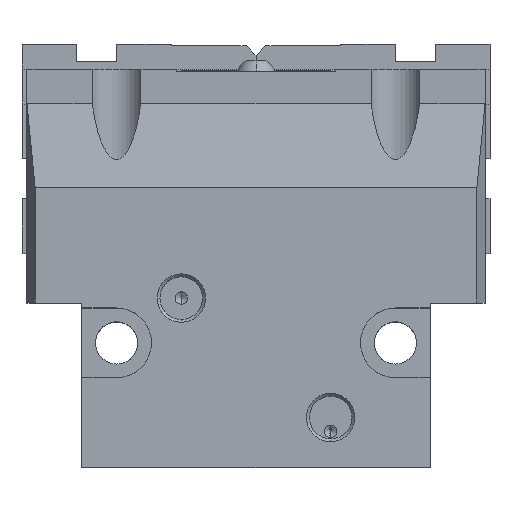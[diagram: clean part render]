
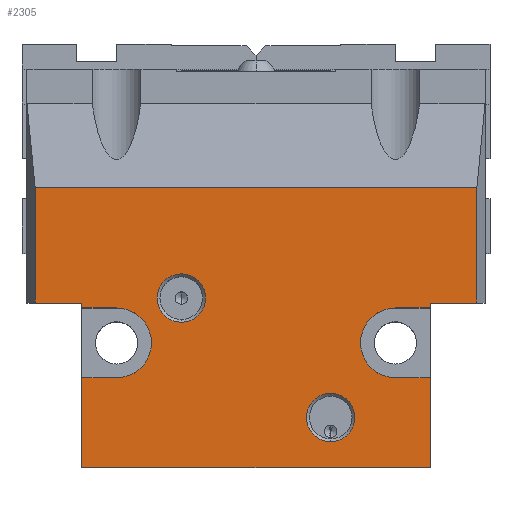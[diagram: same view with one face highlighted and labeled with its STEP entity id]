
A CAD part, top view. The second image highlights one B-rep face of the part: STEP entity #2305.
In plain terms, the highlighted planar face has unit normal (0, 0, 1).
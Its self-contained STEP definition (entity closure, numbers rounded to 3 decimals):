
#1761 = VERTEX_POINT( '', #5046 );
#1795 = VERTEX_POINT( '', #5084 );
#1847 = VERTEX_POINT( '', #5140 );
#1999 = VERTEX_POINT( '', #5307 );
#2091 = VERTEX_POINT( '', #5409 );
#2123 = VERTEX_POINT( '', #5442 );
#2305 = ADVANCED_FACE( '', ( #5644, #5645, #5646 ), #5647, .T. );
#2361 = EDGE_CURVE( '', #4543, #3813, #5711, .T. );
#2375 = VERTEX_POINT( '', #5725 );
#2405 = VERTEX_POINT( '', #5757 );
#2431 = EDGE_CURVE( '', #1761, #2507, #5784, .T. );
#2507 = VERTEX_POINT( '', #5869 );
#2577 = EDGE_CURVE( '', #2091, #4447, #5951, .T. );
#2603 = EDGE_CURVE( '', #4447, #1847, #5978, .T. );
#2709 = EDGE_CURVE( '', #4125, #2375, #6102, .T. );
#2787 = VERTEX_POINT( '', #6185 );
#2813 = EDGE_CURVE( '', #4853, #1999, #6214, .T. );
#3079 = EDGE_CURVE( '', #4853, #4115, #6515, .T. );
#3255 = EDGE_CURVE( '', #4543, #3411, #6710, .T. );
#3389 = EDGE_CURVE( '', #2507, #2123, #6855, .T. );
#3411 = VERTEX_POINT( '', #6878 );
#3437 = EDGE_CURVE( '', #2123, #3411, #6907, .T. );
#3509 = EDGE_CURVE( '', #2375, #1999, #6988, .T. );
#3515 = VERTEX_POINT( '', #6994 );
#3645 = EDGE_CURVE( '', #1795, #2787, #7136, .T. );
#3713 = EDGE_CURVE( '', #2787, #1795, #7215, .T. );
#3741 = VERTEX_POINT( '', #7248 );
#3813 = VERTEX_POINT( '', #7328 );
#3839 = EDGE_CURVE( '', #4663, #3515, #7355, .T. );
#4115 = VERTEX_POINT( '', #7648 );
#4125 = VERTEX_POINT( '', #7660 );
#4175 = EDGE_CURVE( '', #3741, #2405, #7714, .T. );
#4371 = EDGE_CURVE( '', #3515, #2091, #7936, .T. );
#4447 = VERTEX_POINT( '', #8018 );
#4543 = VERTEX_POINT( '', #8127 );
#4587 = EDGE_CURVE( '', #3813, #4663, #8177, .T. );
#4663 = VERTEX_POINT( '', #8266 );
#4755 = EDGE_CURVE( '', #2405, #3741, #8371, .T. );
#4775 = EDGE_CURVE( '', #1761, #4115, #8391, .T. );
#4853 = VERTEX_POINT( '', #8480 );
#4859 = EDGE_CURVE( '', #1847, #4125, #8486, .T. );
#5046 = CARTESIAN_POINT( '', ( -35., 32., 24.5 ) );
#5084 = CARTESIAN_POINT( '', ( 15., 14.864, 24.5 ) );
#5140 = CARTESIAN_POINT( '', ( 35., 33., 24.5 ) );
#5307 = CARTESIAN_POINT( '', ( -44.362, 56.206, 24.5 ) );
#5409 = CARTESIAN_POINT( '', ( 28., 32., 24.5 ) );
#5442 = CARTESIAN_POINT( '', ( -28., 18., 24.5 ) );
#5644 = FACE_BOUND( '', #9594, .T. );
#5645 = FACE_BOUND( '', #9595, .T. );
#5646 = FACE_OUTER_BOUND( '', #9596, .T. );
#5647 = PLANE( '', #9597 );
#5711 = LINE( '', #9682, #9683 );
#5725 = CARTESIAN_POINT( '', ( 44.362, 56.206, 24.5 ) );
#5757 = CARTESIAN_POINT( '', ( -15., 38.864, 24.5 ) );
#5784 = LINE( '', #9860, #9861 );
#5869 = CARTESIAN_POINT( '', ( -28., 32., 24.5 ) );
#5951 = LINE( '', #10086, #10087 );
#5978 = LINE( '', #10129, #10130 );
#6102 = LINE( '', #10300, #10301 );
#6185 = CARTESIAN_POINT( '', ( 15., 5.136, 24.5 ) );
#6214 = LINE( '', #10489, #10490 );
#6515 = LINE( '', #11000, #11001 );
#6710 = LINE( '', #11345, #11346 );
#6855 = CIRCLE( '', #11549, 7. );
#6878 = CARTESIAN_POINT( '', ( -35., 18., 24.5 ) );
#6907 = LINE( '', #11620, #11621 );
#6988 = LINE( '', #11795, #11796 );
#6994 = CARTESIAN_POINT( '', ( 28., 18., 24.5 ) );
#7136 = CIRCLE( '', #12029, 4.864 );
#7215 = CIRCLE( '', #12144, 4.864 );
#7248 = CARTESIAN_POINT( '', ( -15., 29.136, 24.5 ) );
#7328 = CARTESIAN_POINT( '', ( 35., 0., 24.5 ) );
#7355 = LINE( '', #12335, #12336 );
#7648 = CARTESIAN_POINT( '', ( -35., 33., 24.5 ) );
#7660 = CARTESIAN_POINT( '', ( 44.362, 33., 24.5 ) );
#7714 = CIRCLE( '', #12929, 4.864 );
#7936 = CIRCLE( '', #13295, 7. );
#8018 = CARTESIAN_POINT( '', ( 35., 32., 24.5 ) );
#8127 = CARTESIAN_POINT( '', ( -35., 0., 24.5 ) );
#8177 = LINE( '', #13688, #13689 );
#8266 = CARTESIAN_POINT( '', ( 35., 18., 24.5 ) );
#8371 = CIRCLE( '', #13969, 4.864 );
#8391 = LINE( '', #13995, #13996 );
#8480 = CARTESIAN_POINT( '', ( -44.362, 33., 24.5 ) );
#8486 = LINE( '', #14124, #14125 );
#9594 = EDGE_LOOP( '', ( #14944, #14945 ) );
#9595 = EDGE_LOOP( '', ( #14946, #14947 ) );
#9596 = EDGE_LOOP( '', ( #14948, #14949, #14950, #14951, #14952, #14953, #14954, #14955, #14956, #14957, #14958, #14959, #14960, #14961, #14962, #14963 ) );
#9597 = AXIS2_PLACEMENT_3D( '', #14964, #14965, #14966 );
#9682 = CARTESIAN_POINT( '', ( -35., 0., 24.5 ) );
#9683 = VECTOR( '', #15045, 1. );
#9860 = CARTESIAN_POINT( '', ( 3.5, 32., 24.5 ) );
#9861 = VECTOR( '', #15108, 1. );
#10086 = CARTESIAN_POINT( '', ( 39., 32., 24.5 ) );
#10087 = VECTOR( '', #15315, 1. );
#10129 = CARTESIAN_POINT( '', ( 35., 0., 24.5 ) );
#10130 = VECTOR( '', #15335, 1. );
#10300 = CARTESIAN_POINT( '', ( 44.362, 33., 24.5 ) );
#10301 = VECTOR( '', #15509, 1. );
#10489 = CARTESIAN_POINT( '', ( -44.362, 33., 24.5 ) );
#10490 = VECTOR( '', #15618, 1. );
#11000 = CARTESIAN_POINT( '', ( -44.362, 33., 24.5 ) );
#11001 = VECTOR( '', #15980, 1. );
#11345 = CARTESIAN_POINT( '', ( -35., 0., 24.5 ) );
#11346 = VECTOR( '', #16206, 1. );
#11549 = AXIS2_PLACEMENT_3D( '', #16336, #16337, #16338 );
#11620 = CARTESIAN_POINT( '', ( -4., 18., 24.5 ) );
#11621 = VECTOR( '', #16396, 1. );
#11795 = CARTESIAN_POINT( '', ( 47.5, 56.206, 24.5 ) );
#11796 = VECTOR( '', #16482, 1. );
#12029 = AXIS2_PLACEMENT_3D( '', #16630, #16631, #16632 );
#12144 = AXIS2_PLACEMENT_3D( '', #16729, #16730, #16731 );
#12335 = CARTESIAN_POINT( '', ( 31.5, 18., 24.5 ) );
#12336 = VECTOR( '', #16899, 1. );
#12929 = AXIS2_PLACEMENT_3D( '', #17237, #17238, #17239 );
#13295 = AXIS2_PLACEMENT_3D( '', #17519, #17520, #17521 );
#13688 = CARTESIAN_POINT( '', ( 35., 0., 24.5 ) );
#13689 = VECTOR( '', #17787, 1. );
#13969 = AXIS2_PLACEMENT_3D( '', #18057, #18058, #18059 );
#13995 = CARTESIAN_POINT( '', ( -35., 0., 24.5 ) );
#13996 = VECTOR( '', #18065, 1. );
#14124 = CARTESIAN_POINT( '', ( -44.362, 33., 24.5 ) );
#14125 = VECTOR( '', #18174, 1. );
#14944 = ORIENTED_EDGE( '', *, *, #4755, .T. );
#14945 = ORIENTED_EDGE( '', *, *, #4175, .T. );
#14946 = ORIENTED_EDGE( '', *, *, #3645, .T. );
#14947 = ORIENTED_EDGE( '', *, *, #3713, .T. );
#14948 = ORIENTED_EDGE( '', *, *, #3839, .T. );
#14949 = ORIENTED_EDGE( '', *, *, #4371, .T. );
#14950 = ORIENTED_EDGE( '', *, *, #2577, .T. );
#14951 = ORIENTED_EDGE( '', *, *, #2603, .T. );
#14952 = ORIENTED_EDGE( '', *, *, #4859, .T. );
#14953 = ORIENTED_EDGE( '', *, *, #2709, .T. );
#14954 = ORIENTED_EDGE( '', *, *, #3509, .T. );
#14955 = ORIENTED_EDGE( '', *, *, #2813, .F. );
#14956 = ORIENTED_EDGE( '', *, *, #3079, .T. );
#14957 = ORIENTED_EDGE( '', *, *, #4775, .F. );
#14958 = ORIENTED_EDGE( '', *, *, #2431, .T. );
#14959 = ORIENTED_EDGE( '', *, *, #3389, .T. );
#14960 = ORIENTED_EDGE( '', *, *, #3437, .T. );
#14961 = ORIENTED_EDGE( '', *, *, #3255, .F. );
#14962 = ORIENTED_EDGE( '', *, *, #2361, .T. );
#14963 = ORIENTED_EDGE( '', *, *, #4587, .T. );
#14964 = CARTESIAN_POINT( '', ( 35., 0., 24.5 ) );
#14965 = DIRECTION( '', ( 0., 0., 1. ) );
#14966 = DIRECTION( '', ( 1., 0., 0. ) );
#15045 = DIRECTION( '', ( 1., 0., 0. ) );
#15108 = DIRECTION( '', ( 1., 0., 0. ) );
#15315 = DIRECTION( '', ( 1., 0., 0. ) );
#15335 = DIRECTION( '', ( 0., 1., 0. ) );
#15509 = DIRECTION( '', ( 0., 1., 0. ) );
#15618 = DIRECTION( '', ( 0., 1., 0. ) );
#15980 = DIRECTION( '', ( 1., 0., 0. ) );
#16206 = DIRECTION( '', ( 0., 1., 0. ) );
#16336 = CARTESIAN_POINT( '', ( -28., 25., 24.5 ) );
#16337 = DIRECTION( '', ( 0., 0., -1. ) );
#16338 = DIRECTION( '', ( 0., -1., 0. ) );
#16396 = DIRECTION( '', ( -1., 0., 0. ) );
#16482 = DIRECTION( '', ( -1., 0., 0. ) );
#16630 = CARTESIAN_POINT( '', ( 15., 10., 24.5 ) );
#16631 = DIRECTION( '', ( 0., 0., -1. ) );
#16632 = DIRECTION( '', ( 0., 1., 0. ) );
#16729 = CARTESIAN_POINT( '', ( 15., 10., 24.5 ) );
#16730 = DIRECTION( '', ( 0., 0., -1. ) );
#16731 = DIRECTION( '', ( 0., 1., 0. ) );
#16899 = DIRECTION( '', ( -1., 0., 0. ) );
#17237 = CARTESIAN_POINT( '', ( -15., 34., 24.5 ) );
#17238 = DIRECTION( '', ( 0., 0., -1. ) );
#17239 = DIRECTION( '', ( 0., 1., 0. ) );
#17519 = CARTESIAN_POINT( '', ( 28., 25., 24.5 ) );
#17520 = DIRECTION( '', ( 0., 0., -1. ) );
#17521 = DIRECTION( '', ( 0., 1., 0. ) );
#17787 = DIRECTION( '', ( 0., 1., 0. ) );
#18057 = CARTESIAN_POINT( '', ( -15., 34., 24.5 ) );
#18058 = DIRECTION( '', ( 0., 0., -1. ) );
#18059 = DIRECTION( '', ( 0., 1., 0. ) );
#18065 = DIRECTION( '', ( 0., 1., 0. ) );
#18174 = DIRECTION( '', ( 1., 0., 0. ) );
